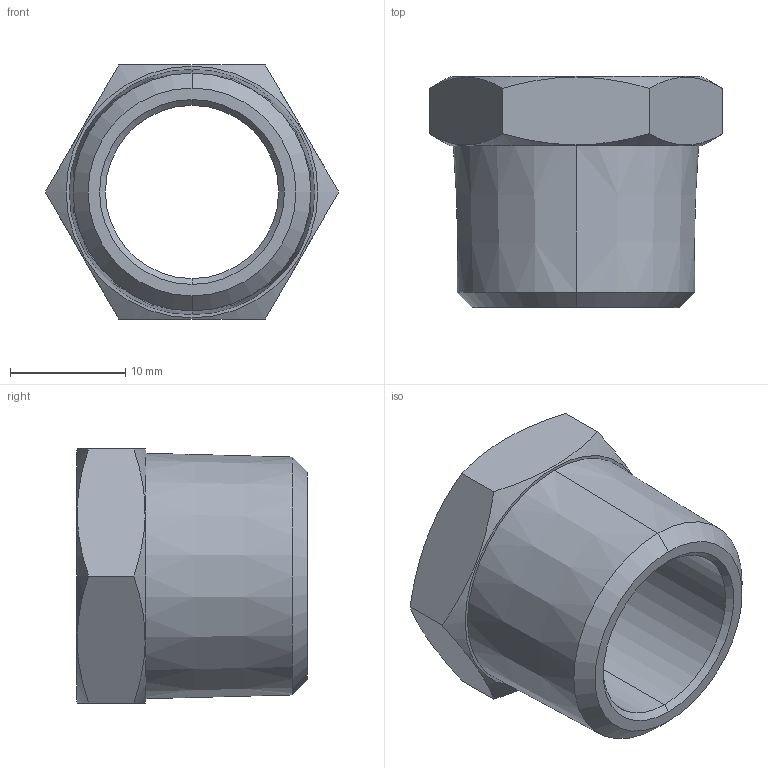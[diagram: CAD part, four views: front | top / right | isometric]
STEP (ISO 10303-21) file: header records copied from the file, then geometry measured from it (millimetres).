
FILE_DESCRIPTION(( 'RX.14.12.38HP.STEP' ), '1');
FILE_NAME( 'RX.14.12.38HP.STEP', '2018-10-10T12:03:41',( 'Sopra'),('sopra-pneumatic.com'), 'SwSTEP 2.0','SolidWorks 2009','' );
FILE_SCHEMA (( 'CONFIG_CONTROL_DESIGN' ));
Length unit declared in the file: millimetre
Products named in the file (1): X5040304
Bounding box: 25.4 x 20 x 22 mm (x, y, z)
Volume: 3671.4 mm3; surface area: 2645.3 mm2
Topology: 1 solids, 1 shells, 23 faces, 54 edges, 34 vertices
Faces by surface type: cone 12, plane 9, cylinder 2
Entity records: 843 total; most frequent: CARTESIAN_POINT 248, ORIENTED_EDGE 108, DIRECTION 104, EDGE_CURVE 54, AXIS2_PLACEMENT_3D 42, VERTEX_POINT 34, EDGE_LOOP 26, ADVANCED_FACE 23
